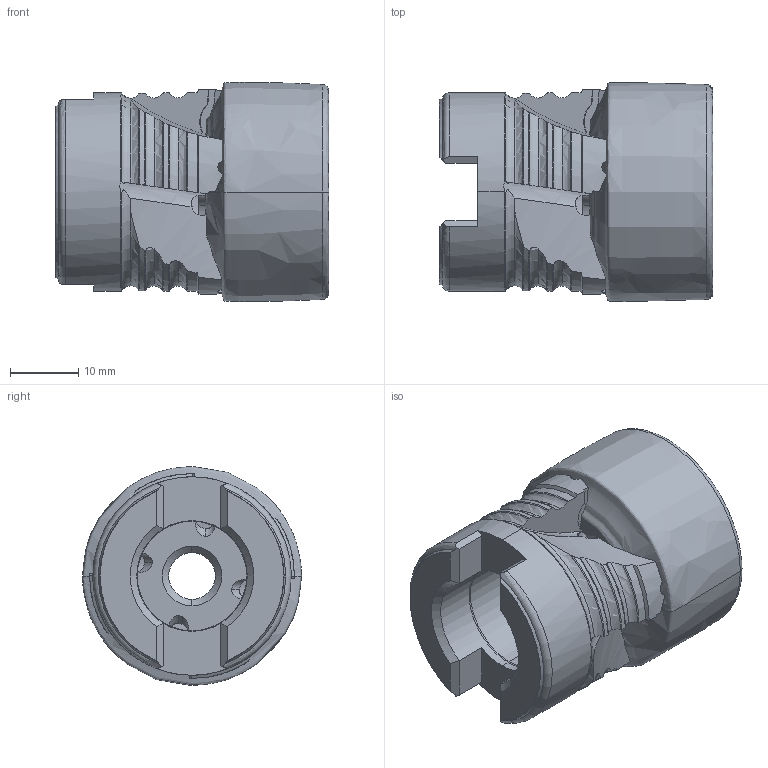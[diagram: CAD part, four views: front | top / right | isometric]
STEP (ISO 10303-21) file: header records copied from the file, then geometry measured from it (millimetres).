
FILE_DESCRIPTION (( 'STEP AP214' ), '1' );
FILE_NAME ('90-032-70-16-4.STEP', '2018-10-22T14:02:45', ( '' ), ( '' ), 'SwSTEP 2.0', 'SolidWorks 2018', '' );
FILE_SCHEMA (( 'AUTOMOTIVE_DESIGN' ));
Length unit declared in the file: millimetre
Products named in the file (1): 90-032-70-16-4
Bounding box: 39.97 x 32.02 x 32.02 mm (x, y, z)
Volume: 20294.6 mm3; surface area: 7002.1 mm2
Topology: 1 solids, 5 shells, 214 faces, 603 edges, 395 vertices
Faces by surface type: plane 74, torus 58, cylinder 56, cone 17, bspline 9
Entity records: 9599 total; most frequent: CARTESIAN_POINT 4456, ORIENTED_EDGE 1206, DIRECTION 865, EDGE_CURVE 603, VERTEX_POINT 395, AXIS2_PLACEMENT_3D 370, B_SPLINE_CURVE_WITH_KNOTS 264, EDGE_LOOP 220
